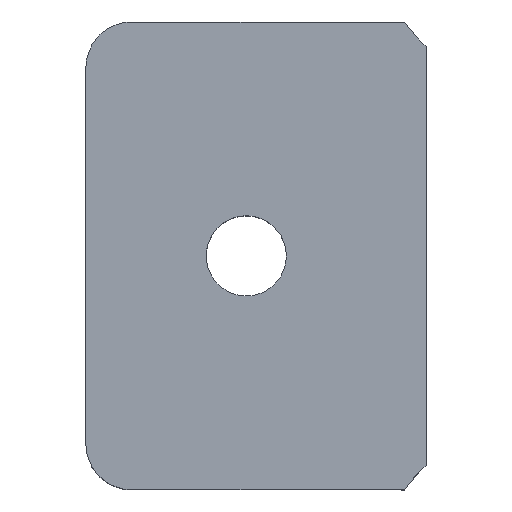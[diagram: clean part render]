
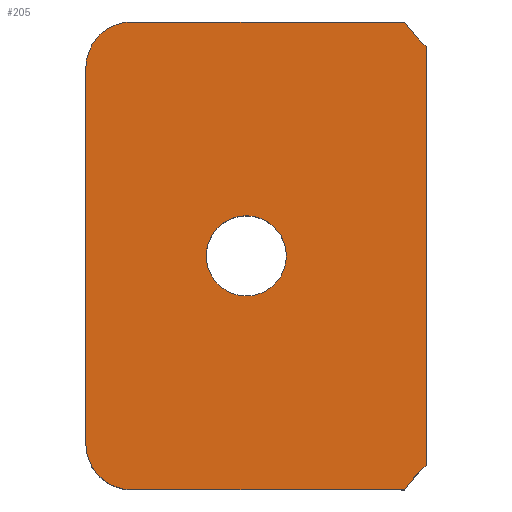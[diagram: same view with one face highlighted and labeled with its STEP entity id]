
A CAD part, top view. The second image highlights one B-rep face of the part: STEP entity #205.
In plain terms, the highlighted planar face has unit normal (0, 0, 1).
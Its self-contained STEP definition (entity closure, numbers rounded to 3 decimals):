
#16=FACE_BOUND('',#46,.T.);
#22=PLANE('',#228);
#33=FACE_OUTER_BOUND('',#45,.T.);
#45=EDGE_LOOP('',(#181,#182,#183,#184,#185,#186,#187,#188));
#46=EDGE_LOOP('',(#189));
#48=LINE('',#300,#65);
#53=LINE('',#314,#70);
#57=LINE('',#326,#74);
#61=LINE('',#338,#78);
#65=VECTOR('',#240,10.);
#70=VECTOR('',#253,10.);
#74=VECTOR('',#265,10.);
#78=VECTOR('',#277,10.);
#82=CIRCLE('',#210,1.75);
#83=CIRCLE('',#213,2.);
#85=CIRCLE('',#217,8.5);
#87=CIRCLE('',#221,8.5);
#89=CIRCLE('',#225,2.);
#92=VERTEX_POINT('',#294);
#93=VERTEX_POINT('',#298);
#94=VERTEX_POINT('',#299);
#97=VERTEX_POINT('',#307);
#99=VERTEX_POINT('',#313);
#101=VERTEX_POINT('',#319);
#103=VERTEX_POINT('',#325);
#105=VERTEX_POINT('',#331);
#107=VERTEX_POINT('',#337);
#111=EDGE_CURVE('',#92,#92,#82,.F.);
#112=EDGE_CURVE('',#93,#94,#48,.F.);
#116=EDGE_CURVE('',#94,#97,#83,.F.);
#119=EDGE_CURVE('',#97,#99,#53,.F.);
#122=EDGE_CURVE('',#99,#101,#85,.F.);
#125=EDGE_CURVE('',#101,#103,#57,.F.);
#128=EDGE_CURVE('',#103,#105,#87,.F.);
#131=EDGE_CURVE('',#105,#107,#61,.F.);
#134=EDGE_CURVE('',#107,#93,#89,.F.);
#181=ORIENTED_EDGE('',*,*,#134,.T.);
#182=ORIENTED_EDGE('',*,*,#112,.T.);
#183=ORIENTED_EDGE('',*,*,#116,.T.);
#184=ORIENTED_EDGE('',*,*,#119,.T.);
#185=ORIENTED_EDGE('',*,*,#122,.T.);
#186=ORIENTED_EDGE('',*,*,#125,.T.);
#187=ORIENTED_EDGE('',*,*,#128,.T.);
#188=ORIENTED_EDGE('',*,*,#131,.T.);
#189=ORIENTED_EDGE('',*,*,#111,.T.);
#205=ADVANCED_FACE('',(#33,#16),#22,.F.);
#210=AXIS2_PLACEMENT_3D('',#296,#236,#237);
#213=AXIS2_PLACEMENT_3D('',#308,#246,#247);
#217=AXIS2_PLACEMENT_3D('',#320,#258,#259);
#221=AXIS2_PLACEMENT_3D('',#332,#270,#271);
#225=AXIS2_PLACEMENT_3D('',#343,#282,#283);
#228=AXIS2_PLACEMENT_3D('',#346,#288,#289);
#236=DIRECTION('center_axis',(0.,0.,1.));
#237=DIRECTION('ref_axis',(1.,0.,0.));
#240=DIRECTION('',(0.,1.,0.));
#246=DIRECTION('center_axis',(0.,0.,-1.));
#247=DIRECTION('ref_axis',(-0.707,-0.707,0.));
#253=DIRECTION('',(-1.,0.,0.));
#258=DIRECTION('center_axis',(0.,0.,1.));
#259=DIRECTION('ref_axis',(1.,0.,0.));
#265=DIRECTION('',(0.,-1.,0.));
#270=DIRECTION('center_axis',(0.,0.,1.));
#271=DIRECTION('ref_axis',(1.,0.,0.));
#277=DIRECTION('',(1.,0.,0.));
#282=DIRECTION('center_axis',(0.,0.,-1.));
#283=DIRECTION('ref_axis',(-0.707,0.707,0.));
#288=DIRECTION('center_axis',(0.,0.,-1.));
#289=DIRECTION('ref_axis',(-1.,0.,0.));
#294=CARTESIAN_POINT('',(-52.544,-25.982,-4.77));
#296=CARTESIAN_POINT('Origin',(-50.794,-25.982,-4.77));
#298=CARTESIAN_POINT('',(-57.794,-17.779,-4.77));
#299=CARTESIAN_POINT('',(-57.794,-34.186,-4.77));
#300=CARTESIAN_POINT('',(-57.794,-30.084,-4.77));
#307=CARTESIAN_POINT('',(-55.794,-36.186,-4.77));
#308=CARTESIAN_POINT('Origin',(-55.794,-34.186,-4.77));
#313=CARTESIAN_POINT('',(-43.891,-36.186,-4.77));
#314=CARTESIAN_POINT('',(-47.189,-36.186,-4.77));
#319=CARTESIAN_POINT('',(-42.945,-35.105,-4.77));
#320=CARTESIAN_POINT('Origin',(-37.044,-41.222,-4.77));
#325=CARTESIAN_POINT('',(-42.945,-16.86,-4.77));
#326=CARTESIAN_POINT('',(-42.945,-21.313,-4.77));
#331=CARTESIAN_POINT('',(-43.891,-15.779,-4.77));
#332=CARTESIAN_POINT('Origin',(-37.044,-10.742,-4.77));
#337=CARTESIAN_POINT('',(-55.794,-15.779,-4.77));
#338=CARTESIAN_POINT('',(-53.457,-15.779,-4.77));
#343=CARTESIAN_POINT('Origin',(-55.794,-17.779,-4.77));
#346=CARTESIAN_POINT('Origin',(-51.119,-25.982,-4.77));
